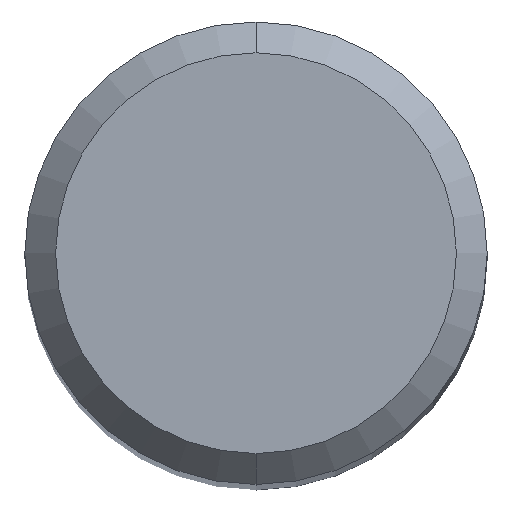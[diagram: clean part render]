
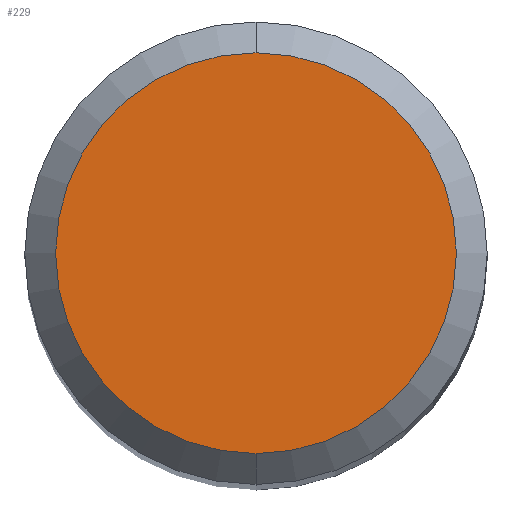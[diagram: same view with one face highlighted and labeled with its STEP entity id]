
A CAD part, top view. The second image highlights one B-rep face of the part: STEP entity #229.
In plain terms, the highlighted planar face has unit normal (0, 0, 1).
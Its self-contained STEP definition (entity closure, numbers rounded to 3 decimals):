
#209=VERTEX_POINT('',#443);
#225=VERTEX_POINT('',#461);
#229=ADVANCED_FACE('',(#465),#466,.T.);
#233=EDGE_CURVE('',#225,#209,#470,.T.);
#295=EDGE_CURVE('',#209,#225,#538,.T.);
#443=CARTESIAN_POINT('',(0.0,2.6,0.0));
#461=CARTESIAN_POINT('',(0.,-2.6,0.0));
#465=FACE_OUTER_BOUND('',#733,.T.);
#466=PLANE('',#734);
#470=CIRCLE('',#741,2.6);
#538=CIRCLE('',#824,2.6);
#733=EDGE_LOOP('',(#1038,#1039));
#734=AXIS2_PLACEMENT_3D('',#1040,#1041,#1042);
#741=AXIS2_PLACEMENT_3D('',#1044,#1045,#1046);
#824=AXIS2_PLACEMENT_3D('',#1130,#1131,#1132);
#1038=ORIENTED_EDGE('',*,*,#295,.F.);
#1039=ORIENTED_EDGE('',*,*,#233,.F.);
#1040=CARTESIAN_POINT('',(0.0,1.3,0.0));
#1041=DIRECTION('',(-0.0,0.0,1.0));
#1042=DIRECTION('',(0.0,-1.0,0.0));
#1044=CARTESIAN_POINT('',(0.0,0.0,0.0));
#1045=DIRECTION('',(0.0,0.0,-1.0));
#1046=DIRECTION('',(0.0,1.0,0.0));
#1130=CARTESIAN_POINT('',(0.0,0.0,0.0));
#1131=DIRECTION('',(0.0,0.0,-1.0));
#1132=DIRECTION('',(0.0,1.0,0.0));
